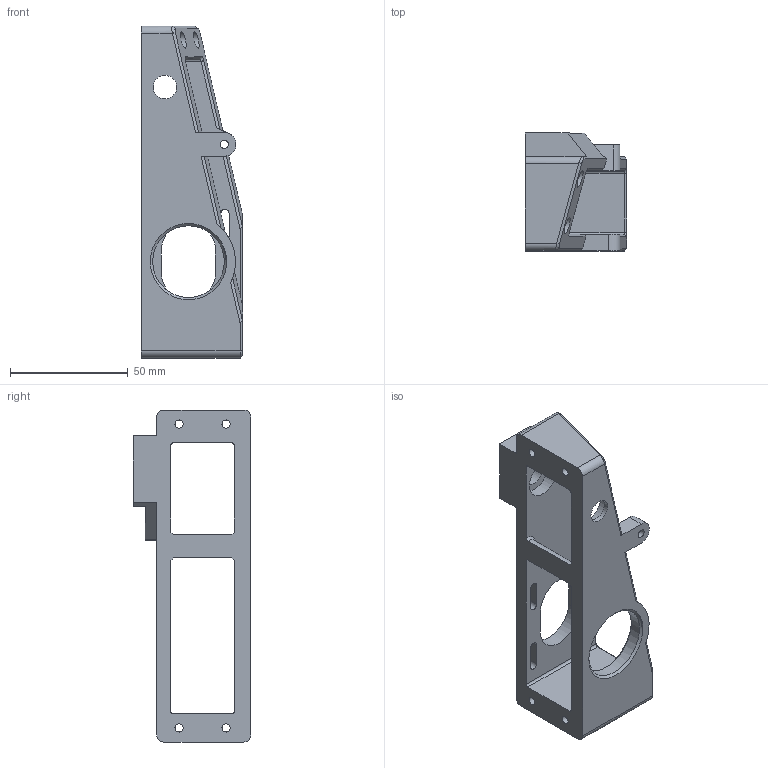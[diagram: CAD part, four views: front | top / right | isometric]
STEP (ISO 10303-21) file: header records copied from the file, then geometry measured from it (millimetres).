
FILE_DESCRIPTION(/* description */ (''),/* implementation_level */ '2;1');
FILE_NAME(/* name */ 'Front Z T8.step',/* time_stamp */ '2021-12-27T10:30:04-06:00',/* author */ (''),/* organization */ (''),/* preprocessor_version */ 'ST-DEVELOPER v18.1',/* originating_system */ 'Autodesk Translation Framework v10.10.0.1391',/* authorisation */ '');
FILE_SCHEMA (('AUTOMOTIVE_DESIGN { 1 0 10303 214 3 1 1 }'));
Length unit declared in the file: millimetre
Products named in the file (1): Front Z T8 V2
Bounding box: 43 x 50 x 141.28 mm (x, y, z)
Volume: 77172.3 mm3; surface area: 30524.9 mm2
Topology: 1 solids, 1 shells, 119 faces, 318 edges, 206 vertices
Faces by surface type: plane 60, cylinder 39, bspline 11, cone 9
Full cylindrical faces by diameter (mm): 3.5 x6, 7 x4, 10 x2, 16.2 x3, 30.5 x1
Entity records: 4000 total; most frequent: CARTESIAN_POINT 913, ORIENTED_EDGE 636, DIRECTION 611, EDGE_CURVE 318, AXIS2_PLACEMENT_3D 207, VERTEX_POINT 206, LINE 197, VECTOR 197
